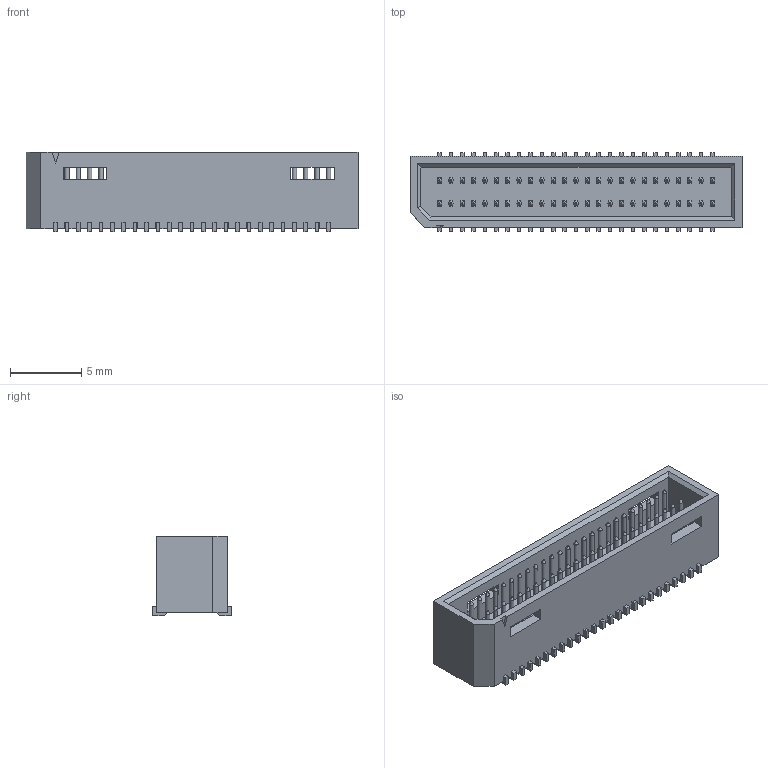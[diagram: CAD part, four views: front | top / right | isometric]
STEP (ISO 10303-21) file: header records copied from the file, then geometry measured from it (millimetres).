
FILE_DESCRIPTION((''),'2;1');
FILE_NAME('SAMTEC_TEMS-125-02-03.stp','2015-04-10T17:43:38',(''),(''),'Mechanical Desktop 2011','Mechanical Desktop 2011',', , ');
FILE_SCHEMA(('AUTOMOTIVE_DESIGN { 1 2 10303 214 1 1 1 1 }'));
Length unit declared in the file: millimetre
Products named in the file (1): Product
Bounding box: 23.35 x 5.52 x 5.58 mm (x, y, z)
Volume: 384.3 mm3; surface area: 1132.1 mm2
Topology: 101 solids, 101 shells, 2137 faces, 5147 edges, 3263 vertices
Faces by surface type: plane 1187, bspline 450, cylinder 450, cone 50
Entity records: 68929 total; most frequent: CARTESIAN_POINT 20598, ORIENTED_EDGE 10294, DIRECTION 9123, EDGE_CURVE 5147, VECTOR 3947, LINE 3947, VERTEX_POINT 3263, AXIS2_PLACEMENT_3D 2588
